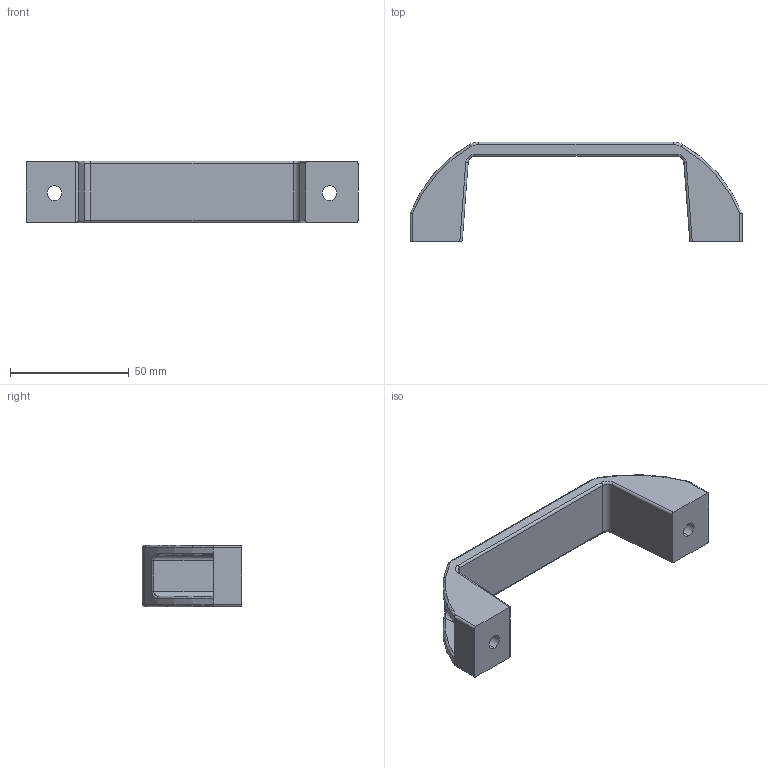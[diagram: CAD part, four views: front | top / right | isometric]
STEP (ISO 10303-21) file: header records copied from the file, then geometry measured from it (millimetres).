
FILE_DESCRIPTION (( 'STEP AP214' ), '1' );
FILE_NAME ('HANDLE-RTR-DH 26.STEP', '2019-03-23T07:30:33', ( 'user' ), ( '' ), 'SwSTEP 2.0', 'SolidWorks 2019', '' );
FILE_SCHEMA (( 'AUTOMOTIVE_DESIGN' ));
Length unit declared in the file: millimetre
Products named in the file (1): HANDLE-RTR-DH 26
Bounding box: 140 x 42 x 26 mm (x, y, z)
Volume: 37750.8 mm3; surface area: 15856 mm2
Topology: 1 solids, 1 shells, 99 faces, 241 edges, 146 vertices
Faces by surface type: plane 40, cylinder 35, torus 20, bspline 4
Entity records: 3253 total; most frequent: CARTESIAN_POINT 881, DIRECTION 511, ORIENTED_EDGE 482, EDGE_CURVE 241, AXIS2_PLACEMENT_3D 196, VERTEX_POINT 146, VECTOR 119, LINE 119
